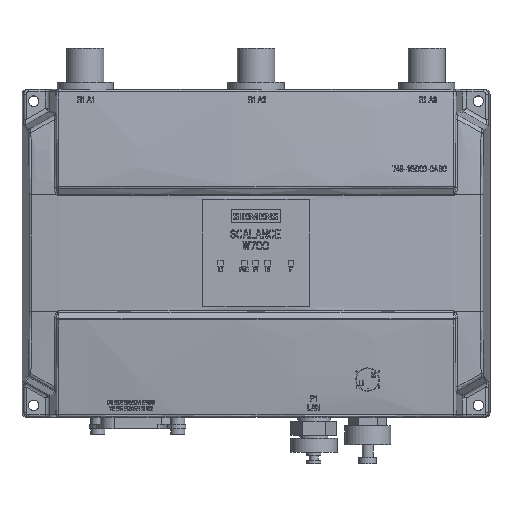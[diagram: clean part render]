
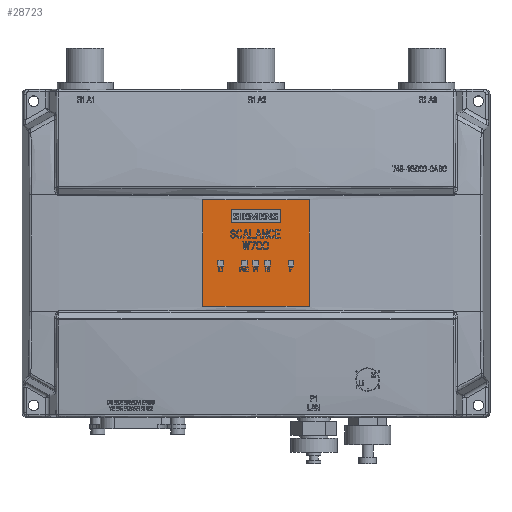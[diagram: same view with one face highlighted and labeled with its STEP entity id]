
A CAD part, top view. The second image highlights one B-rep face of the part: STEP entity #28723.
In plain terms, the highlighted planar face has unit normal (0, 0, 1).
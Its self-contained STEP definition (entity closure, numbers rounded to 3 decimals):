
#1661 = DIRECTION ( 'NONE',  ( 0., -1., 0. ) ) ;
#2305 = CARTESIAN_POINT ( 'NONE',  ( 10.6, 0., 41.4 ) ) ;
#2428 = EDGE_CURVE ( 'NONE', #28583, #20759, #41676, .T. ) ;
#4515 = LINE ( 'NONE', #38677, #35493 ) ;
#5254 = EDGE_CURVE ( 'NONE', #53744, #39710, #48245, .T. ) ;
#6788 = ORIENTED_EDGE ( 'NONE', *, *, #24046, .T. ) ;
#6989 = VERTEX_POINT ( 'NONE', #40523 ) ;
#8353 = LINE ( 'NONE', #23015, #29110 ) ;
#10172 = ORIENTED_EDGE ( 'NONE', *, *, #48081, .T. ) ;
#10544 = CARTESIAN_POINT ( 'NONE',  ( 0., 13., 41.4 ) ) ;
#11352 = EDGE_LOOP ( 'NONE', ( #10172, #42066, #6788, #31455 ) ) ;
#11552 = EDGE_CURVE ( 'NONE', #24160, #6989, #4515, .T. ) ;
#14084 = AXIS2_PLACEMENT_3D ( 'NONE', #14262, #14251, #14209 ) ;
#14209 = DIRECTION ( 'NONE',  ( 1., 0., 0. ) ) ;
#14251 = DIRECTION ( 'NONE',  ( 0., 0., 1. ) ) ;
#14262 = CARTESIAN_POINT ( 'NONE',  ( 0., 0., 41.4 ) ) ;
#14710 = PLANE ( 'NONE',  #14084 ) ;
#14953 = CARTESIAN_POINT ( 'NONE',  ( -10.6, 18.6, 41.4 ) ) ;
#15396 = CARTESIAN_POINT ( 'NONE',  ( 10.6, 13., 41.4 ) ) ;
#18492 = EDGE_LOOP ( 'NONE', ( #28163, #43799, #33215, #34801 ) ) ;
#19540 = CARTESIAN_POINT ( 'NONE',  ( -10.6, 13., 41.4 ) ) ;
#19758 = DIRECTION ( 'NONE',  ( 1., 0., 0. ) ) ;
#19902 = CARTESIAN_POINT ( 'NONE',  ( -22.807, -22.8, 41.4 ) ) ;
#20513 = VECTOR ( 'NONE', #46010, 1000. ) ;
#20759 = VERTEX_POINT ( 'NONE', #14953 ) ;
#20787 = LINE ( 'NONE', #47236, #20513 ) ;
#21187 = VECTOR ( 'NONE', #19758, 1000. ) ;
#22964 = DIRECTION ( 'NONE',  ( 0., 1., 0. ) ) ;
#23015 = CARTESIAN_POINT ( 'NONE',  ( 22.807, -22.8, 41.4 ) ) ;
#23149 = FACE_BOUND ( 'NONE', #18492, .T. ) ;
#23381 = EDGE_CURVE ( 'NONE', #52523, #41276, #26042, .T. ) ;
#24046 = EDGE_CURVE ( 'NONE', #6989, #53744, #26110, .T. ) ;
#24119 = EDGE_CURVE ( 'NONE', #20759, #52523, #20787, .T. ) ;
#24160 = VERTEX_POINT ( 'NONE', #45394 ) ;
#25421 = VECTOR ( 'NONE', #48775, 1000. ) ;
#25435 = CARTESIAN_POINT ( 'NONE',  ( -10.6, 0., 41.4 ) ) ;
#25474 = CARTESIAN_POINT ( 'NONE',  ( -22.807, -22.8, 41.4 ) ) ;
#25623 = DIRECTION ( 'NONE',  ( 0., 1., 0. ) ) ;
#25664 = EDGE_CURVE ( 'NONE', #41276, #28583, #41602, .T. ) ;
#26042 = LINE ( 'NONE', #2305, #52459 ) ;
#26110 = LINE ( 'NONE', #48530, #25421 ) ;
#28163 = ORIENTED_EDGE ( 'NONE', *, *, #23381, .T. ) ;
#28583 = VERTEX_POINT ( 'NONE', #19540 ) ;
#28723 = ADVANCED_FACE ( 'NONE', ( #23149, #50841 ), #14710, .T. ) ;
#29110 = VECTOR ( 'NONE', #22964, 1000. ) ;
#31455 = ORIENTED_EDGE ( 'NONE', *, *, #5254, .T. ) ;
#33215 = ORIENTED_EDGE ( 'NONE', *, *, #2428, .T. ) ;
#34448 = DIRECTION ( 'NONE',  ( -1., 0., 0. ) ) ;
#34801 = ORIENTED_EDGE ( 'NONE', *, *, #24119, .T. ) ;
#35493 = VECTOR ( 'NONE', #38146, 1000. ) ;
#37487 = CARTESIAN_POINT ( 'NONE',  ( 10.6, 18.6, 41.4 ) ) ;
#38146 = DIRECTION ( 'NONE',  ( -1., 0., 0. ) ) ;
#38677 = CARTESIAN_POINT ( 'NONE',  ( 22.807, 22.8, 41.4 ) ) ;
#39710 = VERTEX_POINT ( 'NONE', #42292 ) ;
#40523 = CARTESIAN_POINT ( 'NONE',  ( -22.807, 22.8, 41.4 ) ) ;
#41276 = VERTEX_POINT ( 'NONE', #15396 ) ;
#41602 = LINE ( 'NONE', #10544, #52363 ) ;
#41676 = LINE ( 'NONE', #25435, #43521 ) ;
#42066 = ORIENTED_EDGE ( 'NONE', *, *, #11552, .T. ) ;
#42292 = CARTESIAN_POINT ( 'NONE',  ( 22.807, -22.8, 41.4 ) ) ;
#43521 = VECTOR ( 'NONE', #25623, 1000. ) ;
#43799 = ORIENTED_EDGE ( 'NONE', *, *, #25664, .T. ) ;
#45394 = CARTESIAN_POINT ( 'NONE',  ( 22.807, 22.8, 41.4 ) ) ;
#46010 = DIRECTION ( 'NONE',  ( 1., 0., 0. ) ) ;
#47236 = CARTESIAN_POINT ( 'NONE',  ( 0., 18.6, 41.4 ) ) ;
#48081 = EDGE_CURVE ( 'NONE', #39710, #24160, #8353, .T. ) ;
#48245 = LINE ( 'NONE', #19902, #21187 ) ;
#48530 = CARTESIAN_POINT ( 'NONE',  ( -22.807, 22.8, 41.4 ) ) ;
#48775 = DIRECTION ( 'NONE',  ( 0., -1., 0. ) ) ;
#50841 = FACE_OUTER_BOUND ( 'NONE', #11352, .T. ) ;
#52363 = VECTOR ( 'NONE', #34448, 1000. ) ;
#52459 = VECTOR ( 'NONE', #1661, 1000. ) ;
#52523 = VERTEX_POINT ( 'NONE', #37487 ) ;
#53744 = VERTEX_POINT ( 'NONE', #25474 ) ;
